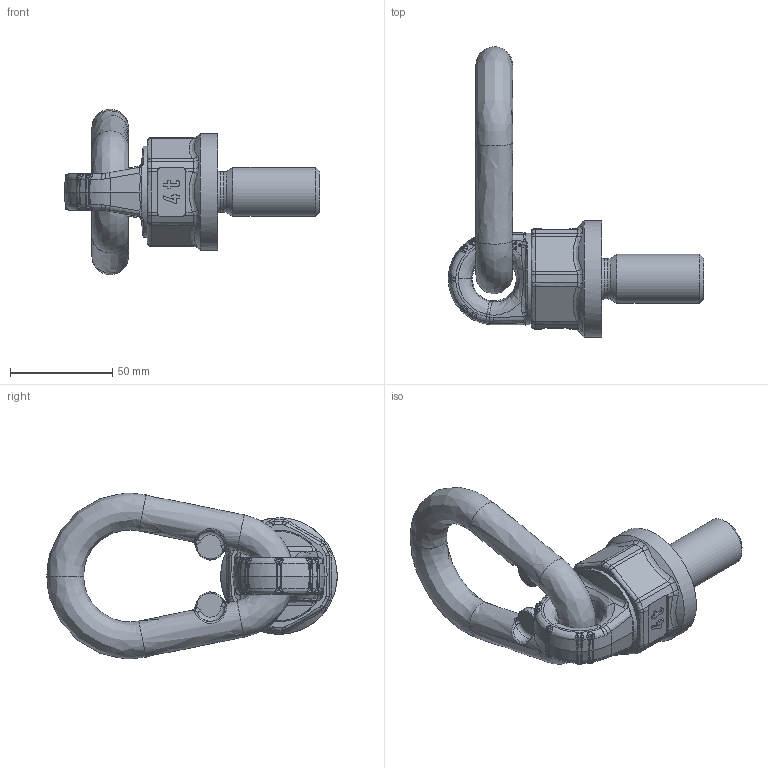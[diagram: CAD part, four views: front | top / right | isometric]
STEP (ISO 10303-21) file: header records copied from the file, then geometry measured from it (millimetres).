
FILE_DESCRIPTION((''),'2;1');
FILE_NAME('TP4_M24x50_waagerecht.stp', '2012-03-27T10:37:18',('User'),('SDRC'),'I-DEAS Master Series 9','UNIX', 'Yes');
FILE_SCHEMA(('CONFIG_CONTROL_DESIGN', 'GEOMETRIC_VALIDATION_PROPERTIES_MIM','SHAPE_APPEARANCE_LAYER_MIM'));
Length unit declared in the file: millimetre
Bounding box: 124.98 x 142.09 x 80.97 mm (x, y, z)
Volume: 188013.5 mm3; surface area: 34352.1 mm2
Topology: 1 solids, 1 shells, 646 faces, 1621 edges, 966 vertices
Faces by surface type: bspline 646
Entity records: 24815 total; most frequent: CARTESIAN_POINT 14612, ORIENTED_EDGE 3182, EDGE_CURVE 1591, VERTEX_POINT 966, OVER_RIDING_STYLED_ITEM 930, QUASI_UNIFORM_CURVE 678, EDGE_LOOP 671, FACE_OUTER_BOUND 646
